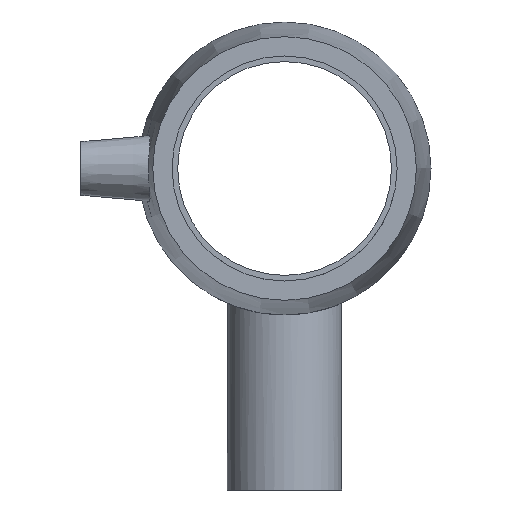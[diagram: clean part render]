
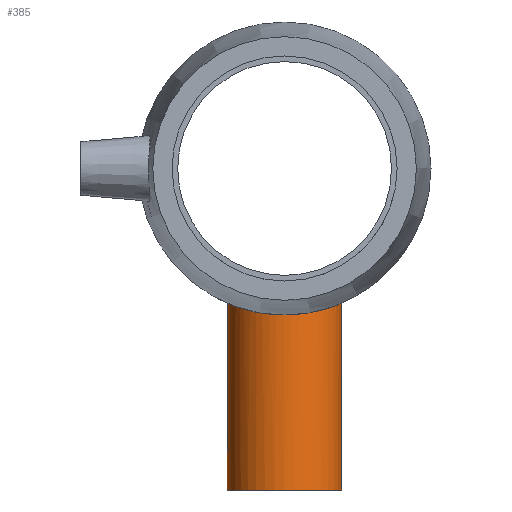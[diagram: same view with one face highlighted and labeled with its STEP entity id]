
A CAD part, left-side view. The second image highlights one B-rep face of the part: STEP entity #385.
In plain terms, the highlighted cylindrical face has radius 16 mm (diameter 32 mm), a full revolution.
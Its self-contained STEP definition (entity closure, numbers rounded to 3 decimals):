
#37=FACE_BOUND('',#144,.T.);
#75=CIRCLE('',#424,16.);
#107=FACE_OUTER_BOUND('',#143,.T.);
#143=EDGE_LOOP('',(#297));
#144=EDGE_LOOP('',(#298));
#213=B_SPLINE_CURVE_WITH_KNOTS('',3,(#732,#733,#734,#735,#736,#737,#738,
#739,#740,#741,#742,#743,#744,#745,#746,#747,#748,#749,#750,#751,#752,#753,
#754,#755,#756,#757,#758,#759,#760,#761,#762,#763,#764,#765,#766,#767,#768,
#769,#770,#771,#772,#773,#774,#775,#776,#777,#778,#779,#780,#781,#782,#783,
#784,#785,#786,#787,#788,#789),.UNSPECIFIED.,.T.,.F.,(4,2,2,2,2,2,2,2,2,
2,2,2,2,2,2,2,2,2,2,2,2,2,2,2,2,2,2,2,4),(0.,0.305,0.61,
1.22,1.525,1.829,2.134,2.439,
2.744,3.049,3.353,3.658,4.268,
4.573,4.878,5.183,5.488,6.099,
6.403,6.708,7.013,7.318,7.623,
7.927,8.232,8.537,9.147,9.452,
9.757),.UNSPECIFIED.);
#221=VERTEX_POINT('',#729);
#222=VERTEX_POINT('',#731);
#259=EDGE_CURVE('',#221,#221,#75,.T.);
#260=EDGE_CURVE('',#222,#222,#213,.T.);
#297=ORIENTED_EDGE('',*,*,#259,.F.);
#298=ORIENTED_EDGE('',*,*,#260,.F.);
#371=CYLINDRICAL_SURFACE('',#423,16.);
#385=ADVANCED_FACE('',(#107,#37),#371,.T.);
#423=AXIS2_PLACEMENT_3D('',#728,#495,#496);
#424=AXIS2_PLACEMENT_3D('',#730,#497,#498);
#495=DIRECTION('center_axis',(0.,0.,1.));
#496=DIRECTION('ref_axis',(-1.,0.,0.));
#497=DIRECTION('center_axis',(0.,0.,-1.));
#498=DIRECTION('ref_axis',(-1.,0.,0.));
#728=CARTESIAN_POINT('Origin',(-32.5,0.054,-90.));
#729=CARTESIAN_POINT('',(-16.5,0.054,-90.));
#730=CARTESIAN_POINT('Origin',(-32.5,0.054,-90.));
#731=CARTESIAN_POINT('',(-32.5,-15.946,-37.772));
#732=CARTESIAN_POINT('Ctrl Pts',(-32.5,-15.946,-37.772));
#733=CARTESIAN_POINT('Ctrl Pts',(-31.483,-15.946,-37.772));
#734=CARTESIAN_POINT('Ctrl Pts',(-30.436,-15.848,-37.814));
#735=CARTESIAN_POINT('Ctrl Pts',(-28.359,-15.437,-37.983));
#736=CARTESIAN_POINT('Ctrl Pts',(-27.331,-15.126,-38.11));
#737=CARTESIAN_POINT('Ctrl Pts',(-24.38,-13.896,-38.583));
#738=CARTESIAN_POINT('Ctrl Pts',(-22.595,-12.669,-39.021));
#739=CARTESIAN_POINT('Ctrl Pts',(-20.482,-10.555,-39.625));
#740=CARTESIAN_POINT('Ctrl Pts',(-19.819,-9.76,-39.831));
#741=CARTESIAN_POINT('Ctrl Pts',(-18.649,-8.023,-40.217));
#742=CARTESIAN_POINT('Ctrl Pts',(-18.14,-7.082,-40.396));
#743=CARTESIAN_POINT('Ctrl Pts',(-17.32,-5.114,-40.692));
#744=CARTESIAN_POINT('Ctrl Pts',(-17.008,-4.085,-40.809));
#745=CARTESIAN_POINT('Ctrl Pts',(-16.598,-2.009,-40.964));
#746=CARTESIAN_POINT('Ctrl Pts',(-16.5,-0.962,-41.001));
#747=CARTESIAN_POINT('Ctrl Pts',(-16.5,1.07,-40.999));
#748=CARTESIAN_POINT('Ctrl Pts',(-16.598,2.117,-40.959));
#749=CARTESIAN_POINT('Ctrl Pts',(-17.009,4.194,-40.798));
#750=CARTESIAN_POINT('Ctrl Pts',(-17.321,5.223,-40.678));
#751=CARTESIAN_POINT('Ctrl Pts',(-18.141,7.191,-40.377));
#752=CARTESIAN_POINT('Ctrl Pts',(-18.649,8.132,-40.195));
#753=CARTESIAN_POINT('Ctrl Pts',(-19.82,9.868,-39.805));
#754=CARTESIAN_POINT('Ctrl Pts',(-20.483,10.664,-39.596));
#755=CARTESIAN_POINT('Ctrl Pts',(-22.596,12.777,-38.986));
#756=CARTESIAN_POINT('Ctrl Pts',(-24.38,14.004,-38.544));
#757=CARTESIAN_POINT('Ctrl Pts',(-27.331,15.233,-38.068));
#758=CARTESIAN_POINT('Ctrl Pts',(-28.359,15.545,-37.94));
#759=CARTESIAN_POINT('Ctrl Pts',(-30.436,15.955,-37.769));
#760=CARTESIAN_POINT('Ctrl Pts',(-31.483,16.054,-37.726));
#761=CARTESIAN_POINT('Ctrl Pts',(-33.517,16.054,-37.726));
#762=CARTESIAN_POINT('Ctrl Pts',(-34.564,15.955,-37.769));
#763=CARTESIAN_POINT('Ctrl Pts',(-36.641,15.545,-37.94));
#764=CARTESIAN_POINT('Ctrl Pts',(-37.669,15.233,-38.068));
#765=CARTESIAN_POINT('Ctrl Pts',(-40.62,14.004,-38.544));
#766=CARTESIAN_POINT('Ctrl Pts',(-42.404,12.777,-38.986));
#767=CARTESIAN_POINT('Ctrl Pts',(-44.517,10.664,-39.596));
#768=CARTESIAN_POINT('Ctrl Pts',(-45.18,9.868,-39.805));
#769=CARTESIAN_POINT('Ctrl Pts',(-46.351,8.132,-40.195));
#770=CARTESIAN_POINT('Ctrl Pts',(-46.859,7.191,-40.377));
#771=CARTESIAN_POINT('Ctrl Pts',(-47.679,5.223,-40.678));
#772=CARTESIAN_POINT('Ctrl Pts',(-47.991,4.194,-40.798));
#773=CARTESIAN_POINT('Ctrl Pts',(-48.402,2.117,-40.959));
#774=CARTESIAN_POINT('Ctrl Pts',(-48.5,1.07,-40.999));
#775=CARTESIAN_POINT('Ctrl Pts',(-48.5,-0.962,-41.001));
#776=CARTESIAN_POINT('Ctrl Pts',(-48.402,-2.009,-40.964));
#777=CARTESIAN_POINT('Ctrl Pts',(-47.992,-4.085,-40.809));
#778=CARTESIAN_POINT('Ctrl Pts',(-47.68,-5.114,-40.692));
#779=CARTESIAN_POINT('Ctrl Pts',(-46.86,-7.082,-40.396));
#780=CARTESIAN_POINT('Ctrl Pts',(-46.351,-8.023,-40.217));
#781=CARTESIAN_POINT('Ctrl Pts',(-45.181,-9.76,-39.831));
#782=CARTESIAN_POINT('Ctrl Pts',(-44.518,-10.555,-39.625));
#783=CARTESIAN_POINT('Ctrl Pts',(-42.405,-12.669,-39.021));
#784=CARTESIAN_POINT('Ctrl Pts',(-40.62,-13.896,-38.583));
#785=CARTESIAN_POINT('Ctrl Pts',(-37.669,-15.126,-38.11));
#786=CARTESIAN_POINT('Ctrl Pts',(-36.641,-15.437,-37.983));
#787=CARTESIAN_POINT('Ctrl Pts',(-34.564,-15.848,-37.814));
#788=CARTESIAN_POINT('Ctrl Pts',(-33.517,-15.946,-37.772));
#789=CARTESIAN_POINT('Ctrl Pts',(-32.5,-15.946,-37.772));
